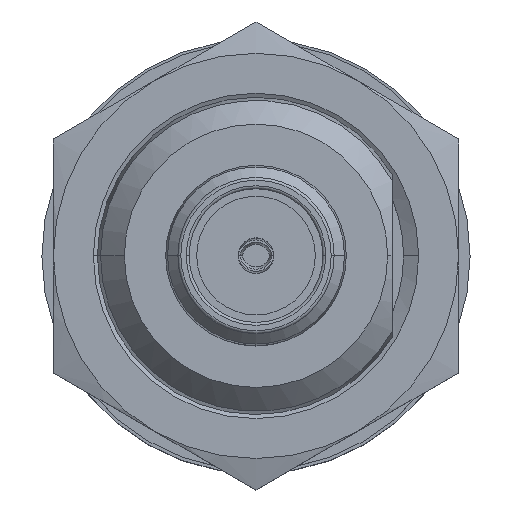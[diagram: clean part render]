
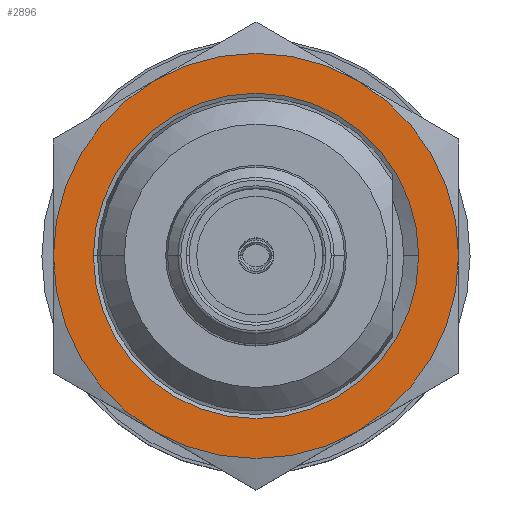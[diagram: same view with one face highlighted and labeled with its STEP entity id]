
A CAD part, top view. The second image highlights one B-rep face of the part: STEP entity #2896.
In plain terms, the highlighted planar face has unit normal (0, 0, 1).
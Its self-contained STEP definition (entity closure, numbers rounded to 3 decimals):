
#63 = DIRECTION ( 'NONE',  ( 0., 0., 1. ) ) ;
#80 = DIRECTION ( 'NONE',  ( 1., 0., 0. ) ) ;
#237 = CARTESIAN_POINT ( 'NONE',  ( 0., 0., -7.9 ) ) ;
#967 = CIRCLE ( 'NONE', #15291, 7. ) ;
#1062 = CIRCLE ( 'NONE', #6321, 7. ) ;
#1122 = DIRECTION ( 'NONE',  ( 1., 0., 0. ) ) ;
#1189 = DIRECTION ( 'NONE',  ( 0., 0., 1. ) ) ;
#1456 = AXIS2_PLACEMENT_3D ( 'NONE', #10548, #23847, #12435 ) ;
#1728 = ORIENTED_EDGE ( 'NONE', *, *, #7538, .T. ) ;
#2247 = CARTESIAN_POINT ( 'NONE',  ( 5.62, 0., -7.9 ) ) ;
#2640 = CIRCLE ( 'NONE', #20372, 7. ) ;
#2896 = ADVANCED_FACE ( 'NONE', ( #22141, #12029 ), #4893, .F. ) ;
#3061 = EDGE_CURVE ( 'NONE', #11975, #6656, #1062, .T. ) ;
#3358 = CIRCLE ( 'NONE', #19196, 7. ) ;
#3898 = DIRECTION ( 'NONE',  ( 1., 0., 0. ) ) ;
#3984 = DIRECTION ( 'NONE',  ( 1., 0., 0. ) ) ;
#4052 = EDGE_CURVE ( 'NONE', #11826, #15318, #8725, .T. ) ;
#4419 = DIRECTION ( 'NONE',  ( 0., 0., 1. ) ) ;
#4644 = EDGE_LOOP ( 'NONE', ( #9900, #5359 ) ) ;
#4769 = CARTESIAN_POINT ( 'NONE',  ( -3.5, -6.062, -7.9 ) ) ;
#4893 = PLANE ( 'NONE',  #15691 ) ;
#5359 = ORIENTED_EDGE ( 'NONE', *, *, #16716, .F. ) ;
#5497 = CARTESIAN_POINT ( 'NONE',  ( -5.62, 0., -7.9 ) ) ;
#5967 = CARTESIAN_POINT ( 'NONE',  ( 0., 0., -7.9 ) ) ;
#6321 = AXIS2_PLACEMENT_3D ( 'NONE', #21336, #4419, #3898 ) ;
#6656 = VERTEX_POINT ( 'NONE', #12023 ) ;
#6913 = DIRECTION ( 'NONE',  ( 1., 0., 0. ) ) ;
#7439 = CARTESIAN_POINT ( 'NONE',  ( 7., 0., -7.9 ) ) ;
#7538 = EDGE_CURVE ( 'NONE', #6656, #20035, #3358, .T. ) ;
#7825 = CIRCLE ( 'NONE', #18403, 5.62 ) ;
#8174 = CARTESIAN_POINT ( 'NONE',  ( -7., 0., -7.9 ) ) ;
#8327 = VERTEX_POINT ( 'NONE', #5497 ) ;
#8575 = CARTESIAN_POINT ( 'NONE',  ( 0., 0., -7.9 ) ) ;
#8725 = CIRCLE ( 'NONE', #17651, 7. ) ;
#9318 = EDGE_CURVE ( 'NONE', #10444, #8327, #20998, .T. ) ;
#9379 = ORIENTED_EDGE ( 'NONE', *, *, #4052, .T. ) ;
#9900 = ORIENTED_EDGE ( 'NONE', *, *, #9318, .F. ) ;
#10113 = ORIENTED_EDGE ( 'NONE', *, *, #18745, .T. ) ;
#10378 = DIRECTION ( 'NONE',  ( 0., 0., 1. ) ) ;
#10444 = VERTEX_POINT ( 'NONE', #2247 ) ;
#10548 = CARTESIAN_POINT ( 'NONE',  ( 0., 0., -7.9 ) ) ;
#10599 = EDGE_CURVE ( 'NONE', #20035, #11826, #967, .T. ) ;
#11431 = DIRECTION ( 'NONE',  ( 0., 0., 1. ) ) ;
#11724 = CARTESIAN_POINT ( 'NONE',  ( 3.5, 6.062, -7.9 ) ) ;
#11826 = VERTEX_POINT ( 'NONE', #11724 ) ;
#11975 = VERTEX_POINT ( 'NONE', #4769 ) ;
#12023 = CARTESIAN_POINT ( 'NONE',  ( 3.5, -6.062, -7.9 ) ) ;
#12029 = FACE_OUTER_BOUND ( 'NONE', #22647, .T. ) ;
#12435 = DIRECTION ( 'NONE',  ( 1., 0., 0. ) ) ;
#12532 = CARTESIAN_POINT ( 'NONE',  ( 0., 0., -7.9 ) ) ;
#12925 = ORIENTED_EDGE ( 'NONE', *, *, #10599, .T. ) ;
#13327 = DIRECTION ( 'NONE',  ( 1., 0., 0. ) ) ;
#13328 = DIRECTION ( 'NONE',  ( -1., 0., 0. ) ) ;
#13390 = CARTESIAN_POINT ( 'NONE',  ( -3.5, 6.062, -7.9 ) ) ;
#14448 = DIRECTION ( 'NONE',  ( 1., 0., 0. ) ) ;
#15291 = AXIS2_PLACEMENT_3D ( 'NONE', #237, #18159, #3984 ) ;
#15318 = VERTEX_POINT ( 'NONE', #13390 ) ;
#15478 = CIRCLE ( 'NONE', #1456, 7. ) ;
#15691 = AXIS2_PLACEMENT_3D ( 'NONE', #20890, #20310, #13328 ) ;
#16716 = EDGE_CURVE ( 'NONE', #8327, #10444, #7825, .T. ) ;
#17651 = AXIS2_PLACEMENT_3D ( 'NONE', #5967, #63, #13327 ) ;
#17765 = AXIS2_PLACEMENT_3D ( 'NONE', #19337, #10378, #1122 ) ;
#18143 = EDGE_CURVE ( 'NONE', #15318, #23290, #15478, .T. ) ;
#18159 = DIRECTION ( 'NONE',  ( 0., 0., 1. ) ) ;
#18392 = DIRECTION ( 'NONE',  ( 0., 0., 1. ) ) ;
#18403 = AXIS2_PLACEMENT_3D ( 'NONE', #22832, #11431, #80 ) ;
#18745 = EDGE_CURVE ( 'NONE', #23290, #11975, #2640, .T. ) ;
#19196 = AXIS2_PLACEMENT_3D ( 'NONE', #8575, #18392, #6913 ) ;
#19337 = CARTESIAN_POINT ( 'NONE',  ( 0., 0., -7.9 ) ) ;
#20035 = VERTEX_POINT ( 'NONE', #7439 ) ;
#20310 = DIRECTION ( 'NONE',  ( 0., 0., -1. ) ) ;
#20372 = AXIS2_PLACEMENT_3D ( 'NONE', #12532, #1189, #14448 ) ;
#20890 = CARTESIAN_POINT ( 'NONE',  ( 0., 5.62, -7.9 ) ) ;
#20998 = CIRCLE ( 'NONE', #17765, 5.62 ) ;
#21336 = CARTESIAN_POINT ( 'NONE',  ( 0., 0., -7.9 ) ) ;
#21378 = ORIENTED_EDGE ( 'NONE', *, *, #3061, .T. ) ;
#21735 = ORIENTED_EDGE ( 'NONE', *, *, #18143, .T. ) ;
#22141 = FACE_BOUND ( 'NONE', #4644, .T. ) ;
#22647 = EDGE_LOOP ( 'NONE', ( #12925, #9379, #21735, #10113, #21378, #1728 ) ) ;
#22832 = CARTESIAN_POINT ( 'NONE',  ( 0., 0., -7.9 ) ) ;
#23290 = VERTEX_POINT ( 'NONE', #8174 ) ;
#23847 = DIRECTION ( 'NONE',  ( 0., 0., 1. ) ) ;
